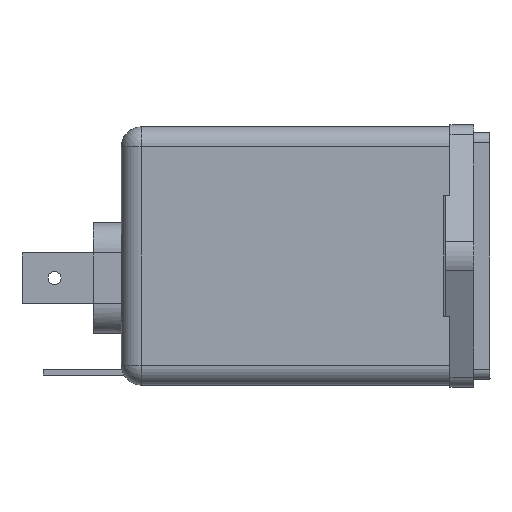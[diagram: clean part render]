
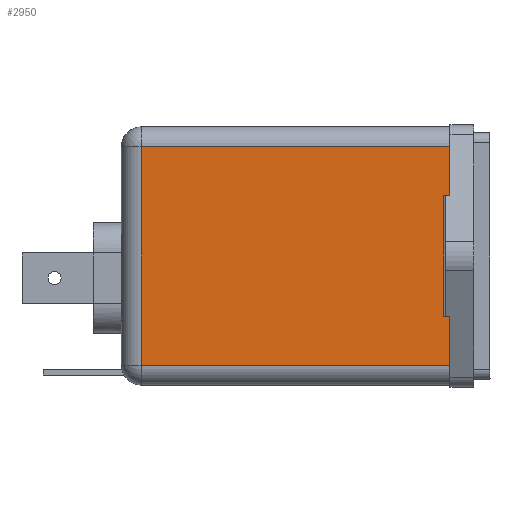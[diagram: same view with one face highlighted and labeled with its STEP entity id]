
A CAD part, front view. The second image highlights one B-rep face of the part: STEP entity #2950.
In plain terms, the highlighted planar face has unit normal (0, -1, 0).
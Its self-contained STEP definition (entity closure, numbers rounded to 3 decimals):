
#246=FACE_OUTER_BOUND('',#420,.T.);
#420=EDGE_LOOP('',(#2175,#2176,#2177,#2178,#2179,#2180,#2181,#2182));
#641=LINE('',#4450,#960);
#647=LINE('',#4471,#966);
#684=LINE('',#4565,#1003);
#685=LINE('',#4569,#1004);
#686=LINE('',#4570,#1005);
#687=LINE('',#4572,#1006);
#688=LINE('',#4574,#1007);
#689=LINE('',#4575,#1008);
#960=VECTOR('',#3564,6.223);
#966=VECTOR('',#3580,6.223);
#1003=VECTOR('',#3679,0.813);
#1004=VECTOR('',#3684,15.24);
#1005=VECTOR('',#3685,0.813);
#1006=VECTOR('',#3686,39.167);
#1007=VECTOR('',#3687,27.686);
#1008=VECTOR('',#3688,39.167);
#1281=VERTEX_POINT('',#4447);
#1282=VERTEX_POINT('',#4449);
#1291=VERTEX_POINT('',#4468);
#1292=VERTEX_POINT('',#4470);
#1318=VERTEX_POINT('',#4564);
#1319=VERTEX_POINT('',#4568);
#1320=VERTEX_POINT('',#4571);
#1321=VERTEX_POINT('',#4573);
#1578=EDGE_CURVE('',#1282,#1281,#641,.T.);
#1588=EDGE_CURVE('',#1292,#1291,#647,.T.);
#1636=EDGE_CURVE('',#1281,#1318,#684,.T.);
#1638=EDGE_CURVE('',#1319,#1318,#685,.T.);
#1639=EDGE_CURVE('',#1319,#1292,#686,.T.);
#1640=EDGE_CURVE('',#1320,#1291,#687,.T.);
#1641=EDGE_CURVE('',#1321,#1320,#688,.T.);
#1642=EDGE_CURVE('',#1321,#1282,#689,.T.);
#2175=ORIENTED_EDGE('',*,*,#1638,.F.);
#2176=ORIENTED_EDGE('',*,*,#1639,.T.);
#2177=ORIENTED_EDGE('',*,*,#1588,.T.);
#2178=ORIENTED_EDGE('',*,*,#1640,.F.);
#2179=ORIENTED_EDGE('',*,*,#1641,.F.);
#2180=ORIENTED_EDGE('',*,*,#1642,.T.);
#2181=ORIENTED_EDGE('',*,*,#1578,.T.);
#2182=ORIENTED_EDGE('',*,*,#1636,.T.);
#2753=PLANE('',#3175);
#2950=ADVANCED_FACE('',(#246),#2753,.T.);
#3175=AXIS2_PLACEMENT_3D('',#4567,#3682,#3683);
#3564=DIRECTION('',(0.,0.,1.));
#3580=DIRECTION('',(0.,0.,1.));
#3679=DIRECTION('',(-1.,0.,0.));
#3682=DIRECTION('center_axis',(0.,-1.,0.));
#3683=DIRECTION('ref_axis',(0.,0.,
1.));
#3684=DIRECTION('',(0.,0.,-1.));
#3685=DIRECTION('',(1.,0.,0.));
#3686=DIRECTION('',(1.,0.,0.));
#3687=DIRECTION('',(0.,0.,1.));
#3688=DIRECTION('',(1.,0.,0.));
#4447=CARTESIAN_POINT('',(0.,-14.351,-7.62));
#4449=CARTESIAN_POINT('',(0.,-14.351,-13.843));
#4450=CARTESIAN_POINT('',(0.,-14.351,-13.843));
#4468=CARTESIAN_POINT('',(0.,-14.351,13.843));
#4470=CARTESIAN_POINT('',(0.,-14.351,7.62));
#4471=CARTESIAN_POINT('',(0.,-14.351,7.62));
#4564=CARTESIAN_POINT('',(-0.813,-14.351,-7.62));
#4565=CARTESIAN_POINT('',(0.,-14.351,-7.62));
#4567=CARTESIAN_POINT('Origin',(0.,-14.351,-16.383));
#4568=CARTESIAN_POINT('',(-0.813,-14.351,7.62));
#4569=CARTESIAN_POINT('',(-0.813,-14.351,7.62));
#4570=CARTESIAN_POINT('',(-0.813,-14.351,7.62));
#4571=CARTESIAN_POINT('',(-39.167,-14.351,13.843));
#4572=CARTESIAN_POINT('',(-39.167,-14.351,13.843));
#4573=CARTESIAN_POINT('',(-39.167,-14.351,-13.843));
#4574=CARTESIAN_POINT('',(-39.167,-14.351,-13.843));
#4575=CARTESIAN_POINT('',(-39.167,-14.351,-13.843));
